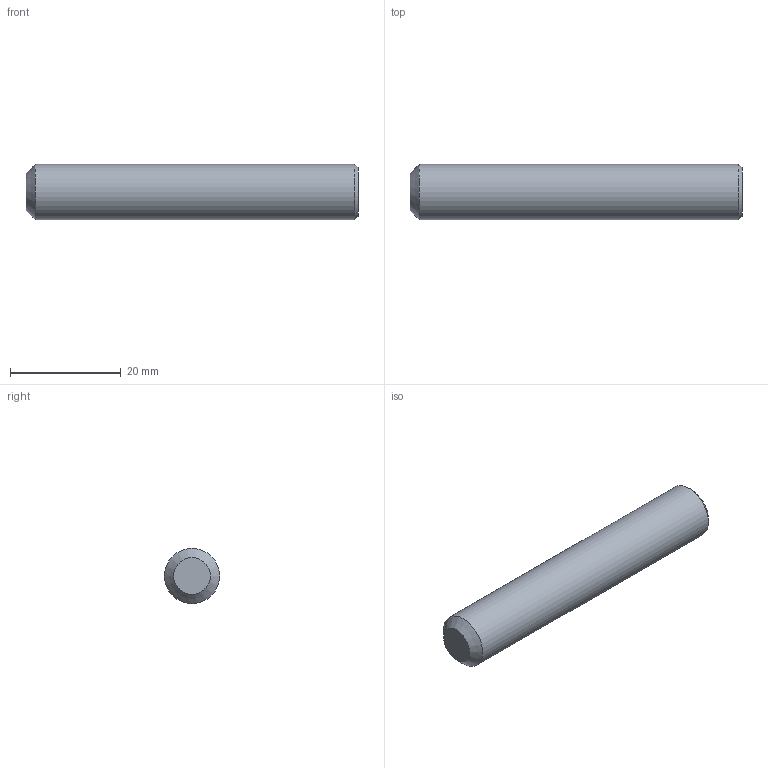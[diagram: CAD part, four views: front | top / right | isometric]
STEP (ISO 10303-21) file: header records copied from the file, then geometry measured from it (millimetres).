
FILE_DESCRIPTION (( 'STEP AP203' ), '1' );
FILE_NAME ('58301-240-60.step', '2019-12-16T13:58:26', ( '' ), ( '' ), 'SwSTEP 2.0', 'SolidWorks 2015', '' );
FILE_SCHEMA (( 'CONFIG_CONTROL_DESIGN' ));
Length unit declared in the file: millimetre
Products named in the file (2): 58301-240-60
Bounding box: 60 x 10 x 10 mm (x, y, z)
Volume: 4527.8 mm3; surface area: 2104.6 mm2
Topology: 1 solids, 1 shells, 293 faces, 776 edges, 516 vertices
Faces by surface type: bspline 150, plane 139, cone 3, cylinder 1
Full cylindrical faces by diameter (mm): 10 x1
Entity records: 18065 total; most frequent: CARTESIAN_POINT 11694, ORIENTED_EDGE 1538, EDGE_CURVE 769, DIRECTION 769, VERTEX_POINT 512, LINE 459, VECTOR 459, EDGE_LOOP 327
